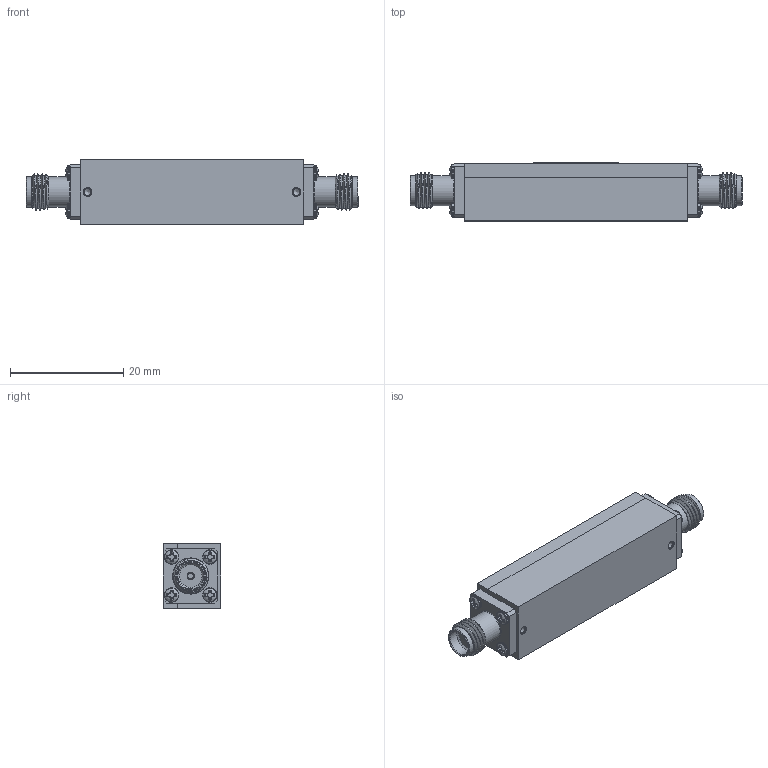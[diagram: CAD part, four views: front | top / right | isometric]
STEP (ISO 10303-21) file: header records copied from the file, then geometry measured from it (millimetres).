
FILE_DESCRIPTION (( 'STEP AP203' ), '1' );
FILE_NAME ('PE87FL1008_3D.step', '2021-12-20T17:03:13', ( '' ), ( '' ), 'SwSTEP 2.0', 'SolidWorks 2021', '' );
FILE_SCHEMA (( 'CONFIG_CONTROL_DESIGN' ));
Length unit declared in the file: inch
Products named in the file (1): PE87FL1008_3D
Bounding box: 58.52 x 10.21 x 11.43 mm (x, y, z)
Volume: 5161.1 mm3; surface area: 2860.1 mm2
Topology: 1 solids, 11 shells, 513 faces, 1348 edges, 894 vertices
Faces by surface type: plane 217, cylinder 204, cone 44, bspline 22, torus 18, sphere 8
Full cylindrical faces by diameter (mm): 1.016 x4, 1.191 x2, 1.27 x4, 1.524 x2, 1.854 x10, 2.545 x8, 4.521 x2, 5.08 x2, 5.334 x4
Entity records: 28041 total; most frequent: CARTESIAN_POINT 16618, ORIENTED_EDGE 2484, DIRECTION 2154, EDGE_CURVE 1242, VERTEX_POINT 860, AXIS2_PLACEMENT_3D 848, EDGE_LOOP 622, FACE_OUTER_BOUND 569
